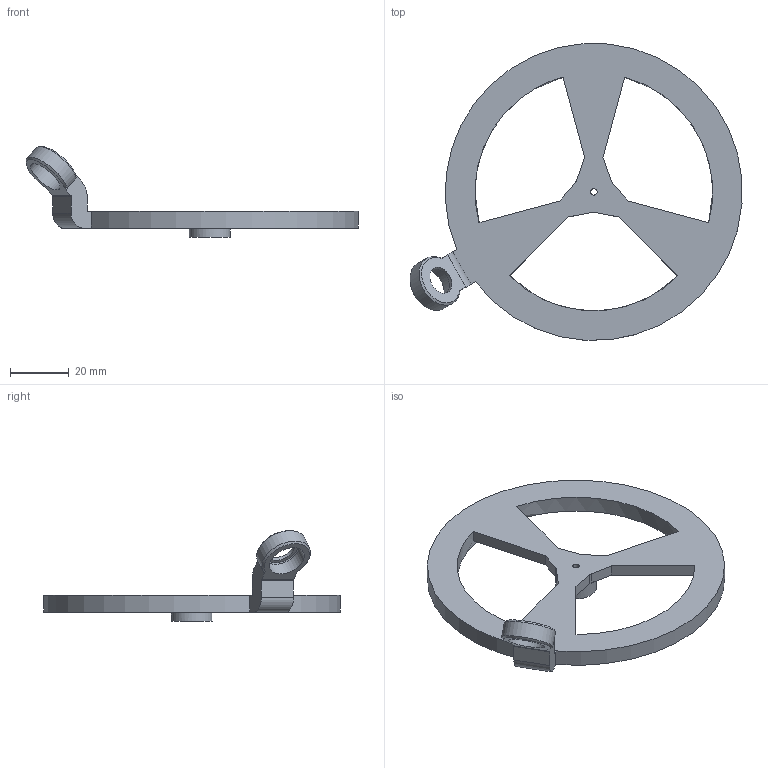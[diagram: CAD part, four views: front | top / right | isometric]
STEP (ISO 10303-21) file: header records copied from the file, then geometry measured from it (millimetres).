
FILE_DESCRIPTION(/* description */ (''),/* implementation_level */ '2;1');
FILE_NAME(/* name */ 'input1.step',/* time_stamp */ '2025-07-20T14:21:45-04:00',/* author */ (''),/* organization */ (''),/* preprocessor_version */ 'ST-DEVELOPER v20.1',/* originating_system */ 'Autodesk Translation Framework v14.10.0.0',/* authorisation */ '');
FILE_SCHEMA (('AUTOMOTIVE_DESIGN { 1 0 10303 214 3 1 1 }'));
Length unit declared in the file: inch
Products named in the file (1): input1
Bounding box: 113.47 x 101.37 x 31.05 mm (x, y, z)
Volume: 24908 mm3; surface area: 14407.9 mm2
Topology: 1 solids, 1 shells, 43 faces, 122 edges, 81 vertices
Faces by surface type: plane 28, cylinder 12, cone 2, torus 1
Full cylindrical faces by diameter (mm): 2.2 x1, 9.525 x1, 12.725 x1, 14.021 x1, 81.28 x1
Entity records: 1459 total; most frequent: CARTESIAN_POINT 255, DIRECTION 246, ORIENTED_EDGE 244, EDGE_CURVE 122, AXIS2_PLACEMENT_3D 84, VERTEX_POINT 81, LINE 78, VECTOR 78
